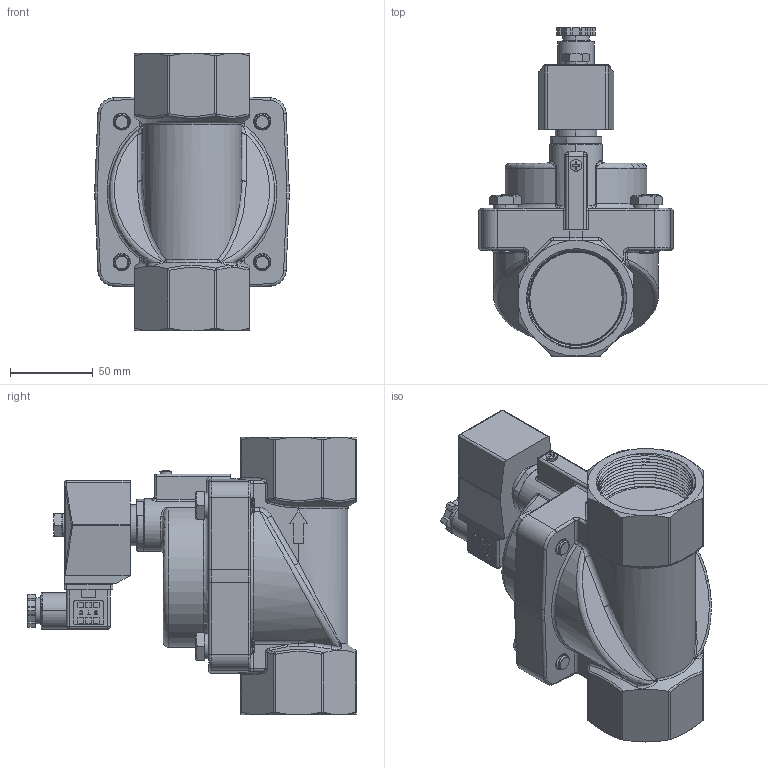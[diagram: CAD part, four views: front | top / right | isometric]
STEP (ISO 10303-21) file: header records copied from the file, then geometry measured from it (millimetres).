
FILE_DESCRIPTION (( 'STEP AP214' ), '1' );
FILE_NAME ('2MS500-2.STEP', '2018-08-31T23:59:53', ( '' ), ( '' ), 'SwSTEP 2.0', 'SolidWorks 2016', '' );
FILE_SCHEMA (( 'AUTOMOTIVE_DESIGN' ));
Length unit declared in the file: millimetre
Products named in the file (1): 2MS500-2
Bounding box: 117.58 x 198.91 x 167.9 mm (x, y, z)
Volume: 1171382.8 mm3; surface area: 150153.1 mm2
Topology: 22 solids, 22 shells, 2228 faces, 6091 edges, 3973 vertices
Faces by surface type: plane 1075, cylinder 664, bspline 224, cone 148, torus 82, sphere 35
Entity records: 161047 total; most frequent: CARTESIAN_POINT 83933, ORIENTED_EDGE 12152, DIRECTION 8974, EDGE_CURVE 6076, VERTEX_POINT 3973, LINE 3456, VECTOR 3456, AXIS2_PLACEMENT_3D 2759
